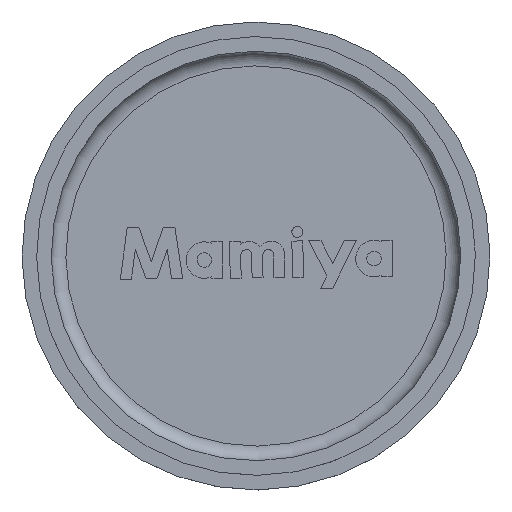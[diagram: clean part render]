
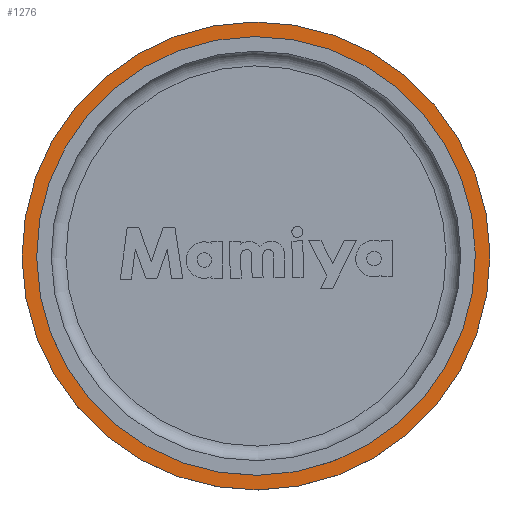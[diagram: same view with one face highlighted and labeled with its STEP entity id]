
A CAD part, top view. The second image highlights one B-rep face of the part: STEP entity #1276.
In plain terms, the highlighted planar face has unit normal (0, 0, 1).
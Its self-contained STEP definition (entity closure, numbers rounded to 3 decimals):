
#660=ORIENTED_EDGE('',*,*,#828,.F.);
#661=ORIENTED_EDGE('',*,*,#831,.F.);
#828=EDGE_CURVE('',#944,#944,#968,.F.);
#831=EDGE_CURVE('',#947,#947,#971,.T.);
#944=VERTEX_POINT('',#2076);
#947=VERTEX_POINT('',#2085);
#968=CIRCLE('',#1381,30.);
#971=CIRCLE('',#1387,32.);
#1056=EDGE_LOOP('',(#660));
#1057=EDGE_LOOP('',(#661));
#1144=FACE_BOUND('',#1056,.T.);
#1145=FACE_BOUND('',#1057,.T.);
#1206=PLANE('',#1388);
#1276=ADVANCED_FACE('',(#1144,#1145),#1206,.T.);
#1381=AXIS2_PLACEMENT_3D('',#2075,#1710,#1711);
#1387=AXIS2_PLACEMENT_3D('',#2084,#1722,#1723);
#1388=AXIS2_PLACEMENT_3D('',#2086,#1724,#1725);
#1710=DIRECTION('',(0.,0.,-1.));
#1711=DIRECTION('',(-1.,0.,0.));
#1722=DIRECTION('',(0.,0.,-1.));
#1723=DIRECTION('',(-1.,0.,0.));
#1724=DIRECTION('',(0.,0.,1.));
#1725=DIRECTION('',(1.,0.,0.));
#2075=CARTESIAN_POINT('',(0.,0.,2.));
#2076=CARTESIAN_POINT('',(-30.,0.,2.));
#2084=CARTESIAN_POINT('',(0.,0.,2.));
#2085=CARTESIAN_POINT('',(-32.,0.,2.));
#2086=CARTESIAN_POINT('',(210.,0.,2.));
